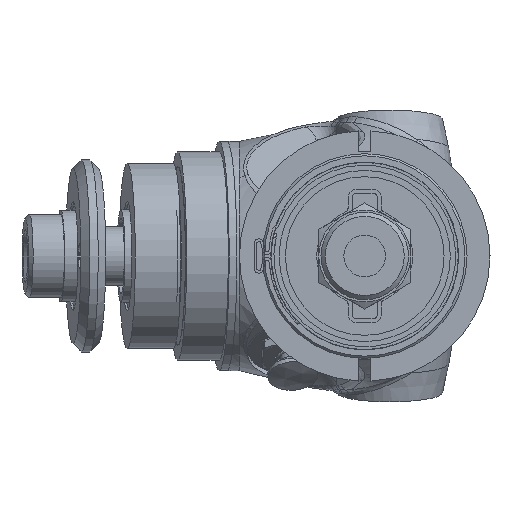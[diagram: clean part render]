
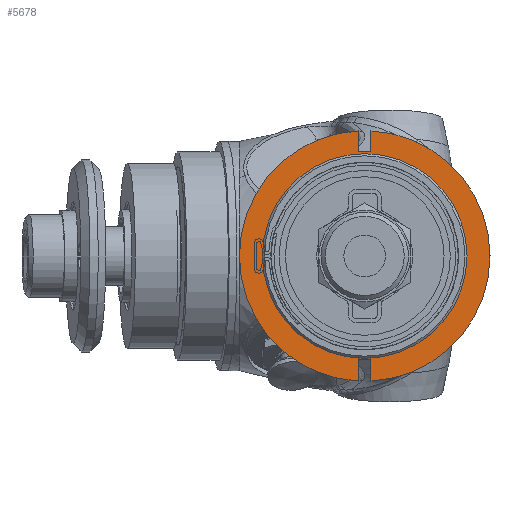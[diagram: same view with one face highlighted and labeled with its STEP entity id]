
A CAD part, left-side view. The second image highlights one B-rep face of the part: STEP entity #5678.
In plain terms, the highlighted planar face has unit normal (-1, 0, 0).
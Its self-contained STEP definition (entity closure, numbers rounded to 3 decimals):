
#782=CIRCLE('',#6216,30.);
#783=CIRCLE('',#6222,30.);
#784=CIRCLE('',#6224,24.);
#785=CIRCLE('',#6225,24.);
#1106=FACE_OUTER_BOUND('',#1473,.T.);
#1473=EDGE_LOOP('',(#4708,#4709,#4710,#4711,#4712,#4713,#4714,#4715,#4716));
#1766=LINE('',#16459,#2022);
#1770=LINE('',#16467,#2026);
#1772=LINE('',#16471,#2028);
#1774=LINE('',#16474,#2030);
#1776=LINE('',#16484,#2032);
#2022=VECTOR('',#7447,10.);
#2026=VECTOR('',#7453,10.);
#2028=VECTOR('',#7457,10.);
#2030=VECTOR('',#7461,10.);
#2032=VECTOR('',#7473,10.);
#2501=VERTEX_POINT('',#16450);
#2502=VERTEX_POINT('',#16452);
#2504=VERTEX_POINT('',#16457);
#2506=VERTEX_POINT('',#16464);
#2507=VERTEX_POINT('',#16466);
#2508=VERTEX_POINT('',#16470);
#2509=VERTEX_POINT('',#16476);
#2510=VERTEX_POINT('',#16480);
#2511=VERTEX_POINT('',#16482);
#3251=EDGE_CURVE('',#2502,#2501,#782,.T.);
#3254=EDGE_CURVE('',#2501,#2504,#1766,.T.);
#3258=EDGE_CURVE('',#2507,#2506,#1770,.T.);
#3260=EDGE_CURVE('',#2506,#2508,#1772,.T.);
#3262=EDGE_CURVE('',#2508,#2502,#1774,.T.);
#3263=EDGE_CURVE('',#2509,#2507,#783,.T.);
#3265=EDGE_CURVE('',#2504,#2510,#784,.T.);
#3266=EDGE_CURVE('',#2510,#2511,#785,.T.);
#3267=EDGE_CURVE('',#2511,#2509,#1776,.T.);
#4708=ORIENTED_EDGE('',*,*,#3265,.T.);
#4709=ORIENTED_EDGE('',*,*,#3266,.T.);
#4710=ORIENTED_EDGE('',*,*,#3267,.T.);
#4711=ORIENTED_EDGE('',*,*,#3263,.T.);
#4712=ORIENTED_EDGE('',*,*,#3258,.T.);
#4713=ORIENTED_EDGE('',*,*,#3260,.T.);
#4714=ORIENTED_EDGE('',*,*,#3262,.T.);
#4715=ORIENTED_EDGE('',*,*,#3251,.T.);
#4716=ORIENTED_EDGE('',*,*,#3254,.T.);
#5059=PLANE('',#6223);
#5678=ADVANCED_FACE('',(#1106),#5059,.T.);
#6216=AXIS2_PLACEMENT_3D('',#16453,#7441,#7442);
#6222=AXIS2_PLACEMENT_3D('',#16477,#7464,#7465);
#6223=AXIS2_PLACEMENT_3D('',#16479,#7467,#7468);
#6224=AXIS2_PLACEMENT_3D('',#16481,#7469,#7470);
#6225=AXIS2_PLACEMENT_3D('',#16483,#7471,#7472);
#7441=DIRECTION('center_axis',(-1.,0.,0.));
#7442=DIRECTION('ref_axis',(0.,-1.,0.));
#7447=DIRECTION('',(0.,0.,1.));
#7453=DIRECTION('',(0.,0.,-1.));
#7457=DIRECTION('',(0.,1.,0.));
#7461=DIRECTION('',(0.,0.,1.));
#7464=DIRECTION('center_axis',(-1.,0.,0.));
#7465=DIRECTION('ref_axis',(0.,-1.,0.));
#7467=DIRECTION('center_axis',(-1.,0.,0.));
#7468=DIRECTION('ref_axis',(0.,-1.,0.));
#7469=DIRECTION('center_axis',(1.,0.,0.));
#7470=DIRECTION('ref_axis',(0.,1.,0.));
#7471=DIRECTION('center_axis',(1.,0.,0.));
#7472=DIRECTION('ref_axis',(0.,1.,0.));
#7473=DIRECTION('',(0.,0.,-1.));
#16450=CARTESIAN_POINT('',(-164.5,1.5,-29.962));
#16452=CARTESIAN_POINT('',(-164.5,1.5,29.962));
#16453=CARTESIAN_POINT('Origin',(-164.5,0.,0.));
#16457=CARTESIAN_POINT('',(-164.5,1.5,-23.953));
#16459=CARTESIAN_POINT('',(-164.5,1.5,4.25));
#16464=CARTESIAN_POINT('',(-164.5,-1.5,25.));
#16466=CARTESIAN_POINT('',(-164.5,-1.5,29.962));
#16467=CARTESIAN_POINT('',(-164.5,-1.5,24.25));
#16470=CARTESIAN_POINT('',(-164.5,1.5,25.));
#16471=CARTESIAN_POINT('',(-164.5,0.75,25.));
#16474=CARTESIAN_POINT('',(-164.5,1.5,29.25));
#16476=CARTESIAN_POINT('',(-164.5,-1.5,-29.962));
#16477=CARTESIAN_POINT('Origin',(-164.5,0.,0.));
#16479=CARTESIAN_POINT('Origin',(-164.5,0.,23.5));
#16480=CARTESIAN_POINT('',(-164.5,-24.,0.));
#16481=CARTESIAN_POINT('Origin',(-164.5,0.,0.));
#16482=CARTESIAN_POINT('',(-164.5,-1.5,-23.953));
#16483=CARTESIAN_POINT('Origin',(-164.5,0.,0.));
#16484=CARTESIAN_POINT('',(-164.5,-1.5,-5.75));
